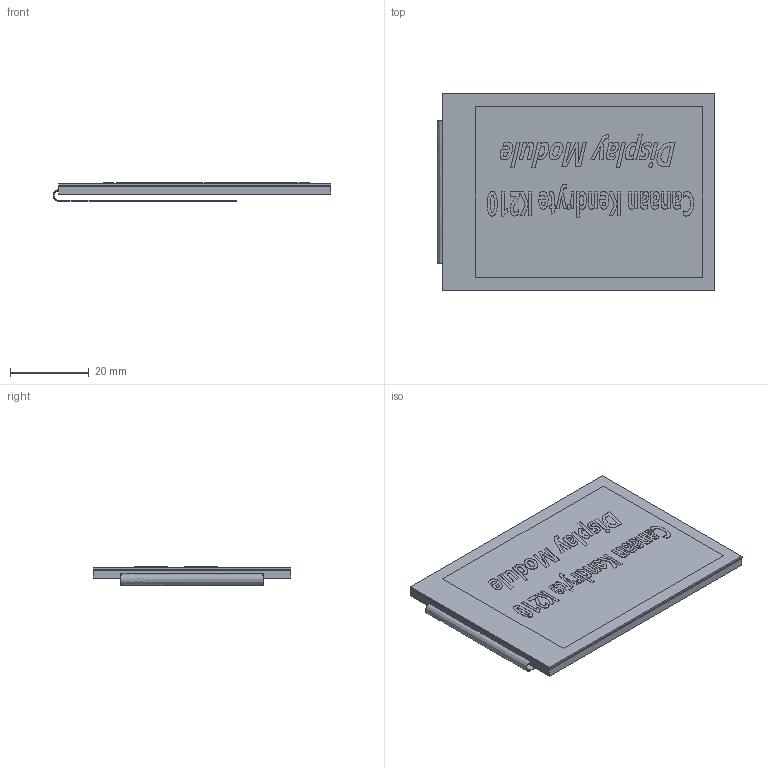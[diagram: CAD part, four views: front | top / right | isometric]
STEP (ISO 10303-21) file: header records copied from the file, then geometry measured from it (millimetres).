
FILE_DESCRIPTION(/* description */ (''),/* implementation_level */ '2;1');
FILE_NAME(/* name */ 'JLT28030A-V3.stp',/* time_stamp */ '2020-07-29T14:59:24+08:00',/* author */ (''),/* organization */ (''),/* preprocessor_version */ 'ST-DEVELOPER v15',/* originating_system */ 'SIEMENS PLM Software NX 8.5',/* authorisation */ '');
FILE_SCHEMA (('AUTOMOTIVE_DESIGN { 1 0 10303 214 3 1 1 1 }'));
Length unit declared in the file: millimetre
Products named in the file (1): JLT28030A-V3
Bounding box: 70.45 x 50 x 4.72 mm (x, y, z)
Volume: 9928.2 mm3; surface area: 19730.6 mm2
Topology: 38 solids, 38 shells, 452 faces, 1125 edges, 750 vertices
Faces by surface type: plane 297, extrusion 149, cylinder 4, bspline 2
Entity records: 16380 total; most frequent: CARTESIAN_POINT 6655, ORIENTED_EDGE 2246, DIRECTION 1204, EDGE_CURVE 1123, B_SPLINE_CURVE_WITH_KNOTS 829, VERTEX_POINT 750, VECTOR 584, EDGE_LOOP 483
